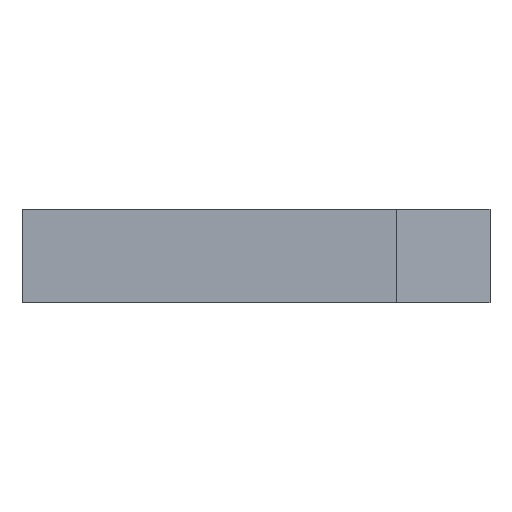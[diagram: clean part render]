
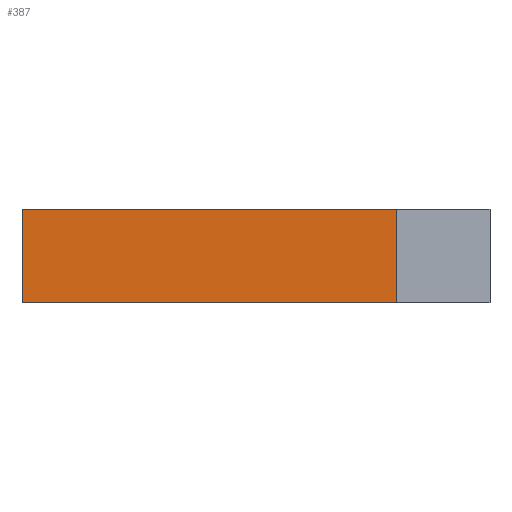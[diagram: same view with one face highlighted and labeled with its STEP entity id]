
A CAD part, left-side view. The second image highlights one B-rep face of the part: STEP entity #387.
In plain terms, the highlighted planar face has unit normal (-1, 0, 0).
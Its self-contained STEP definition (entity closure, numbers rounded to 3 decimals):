
#57 = PLANE ( 'NONE',  #309 ) ;
#61 = DIRECTION ( 'NONE',  ( 0., 0., -1. ) ) ;
#102 = CARTESIAN_POINT ( 'NONE',  ( -135., -5., 0. ) ) ;
#103 = CARTESIAN_POINT ( 'NONE',  ( -135., -3., 2. ) ) ;
#117 = CARTESIAN_POINT ( 'NONE',  ( -135., -3., 2. ) ) ;
#119 = CARTESIAN_POINT ( 'NONE',  ( -135., 5., 2. ) ) ;
#156 = VERTEX_POINT ( 'NONE', #119 ) ;
#161 = LINE ( 'NONE', #488, #798 ) ;
#184 = ORIENTED_EDGE ( 'NONE', *, *, #819, .T. ) ;
#196 = LINE ( 'NONE', #444, #198 ) ;
#198 = VECTOR ( 'NONE', #61, 1000. ) ;
#221 = CARTESIAN_POINT ( 'NONE',  ( -135., -5., 2. ) ) ;
#224 = CARTESIAN_POINT ( 'NONE',  ( -135., -3., 0. ) ) ;
#309 = AXIS2_PLACEMENT_3D ( 'NONE', #221, #824, #489 ) ;
#315 = ORIENTED_EDGE ( 'NONE', *, *, #324, .T. ) ;
#324 = EDGE_CURVE ( 'NONE', #430, #385, #558, .T. ) ;
#347 = VECTOR ( 'NONE', #689, 1000. ) ;
#357 = CARTESIAN_POINT ( 'NONE',  ( -135., 5., 0. ) ) ;
#365 = DIRECTION ( 'NONE',  ( 0., -1., 0. ) ) ;
#378 = VERTEX_POINT ( 'NONE', #357 ) ;
#381 = VECTOR ( 'NONE', #494, 1000. ) ;
#385 = VERTEX_POINT ( 'NONE', #117 ) ;
#387 = ADVANCED_FACE ( 'NONE', ( #418 ), #57, .F. ) ;
#418 = FACE_OUTER_BOUND ( 'NONE', #547, .T. ) ;
#430 = VERTEX_POINT ( 'NONE', #224 ) ;
#444 = CARTESIAN_POINT ( 'NONE',  ( -135., 5., 2. ) ) ;
#488 = CARTESIAN_POINT ( 'NONE',  ( -135., -5., 2. ) ) ;
#489 = DIRECTION ( 'NONE',  ( 0., 0., -1. ) ) ;
#493 = ORIENTED_EDGE ( 'NONE', *, *, #773, .F. ) ;
#494 = DIRECTION ( 'NONE',  ( 0., -1., 0. ) ) ;
#521 = EDGE_CURVE ( 'NONE', #156, #378, #196, .T. ) ;
#547 = EDGE_LOOP ( 'NONE', ( #184, #315, #493, #587 ) ) ;
#558 = LINE ( 'NONE', #103, #347 ) ;
#562 = LINE ( 'NONE', #102, #381 ) ;
#587 = ORIENTED_EDGE ( 'NONE', *, *, #521, .T. ) ;
#689 = DIRECTION ( 'NONE',  ( 0., 0., 1. ) ) ;
#773 = EDGE_CURVE ( 'NONE', #156, #385, #161, .T. ) ;
#798 = VECTOR ( 'NONE', #365, 1000. ) ;
#819 = EDGE_CURVE ( 'NONE', #378, #430, #562, .T. ) ;
#824 = DIRECTION ( 'NONE',  ( 1., 0., 0. ) ) ;
